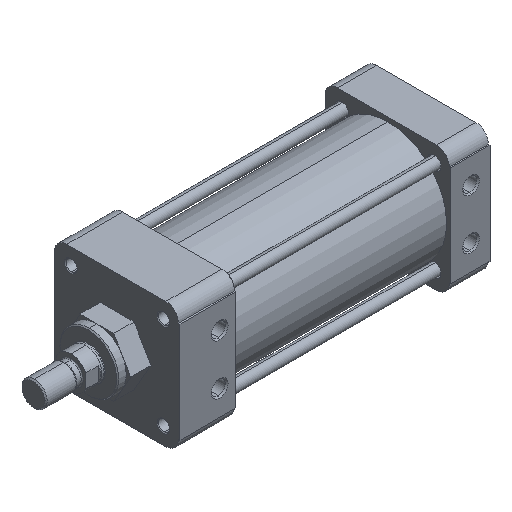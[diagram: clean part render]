
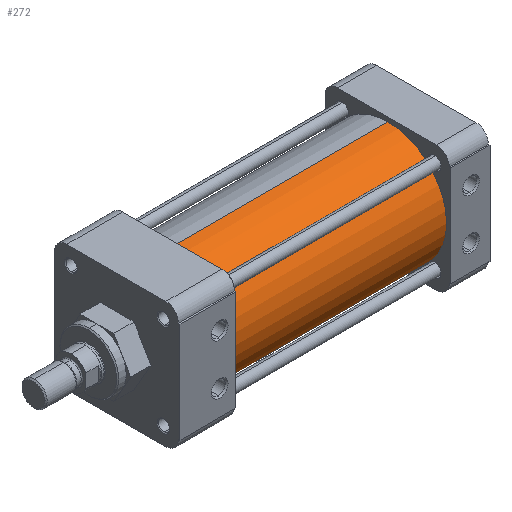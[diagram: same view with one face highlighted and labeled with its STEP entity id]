
A CAD part, isometric view. The second image highlights one B-rep face of the part: STEP entity #272.
In plain terms, the highlighted cylindrical face has radius 44.45 mm (diameter 88.9 mm), a partial arc.
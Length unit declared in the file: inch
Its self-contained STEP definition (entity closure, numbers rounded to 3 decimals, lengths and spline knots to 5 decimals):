
#272 = ADVANCED_FACE ( 'NONE', ( #8890 ), #11380, .T. ) ;
#278 = CIRCLE ( 'NONE', #13844, 1.75 ) ;
#365 = LINE ( 'NONE', #12130, #12128 ) ;
#740 = DIRECTION ( 'NONE',  ( -1., 0., 0. ) ) ;
#758 = VERTEX_POINT ( 'NONE', #3707 ) ;
#1791 = AXIS2_PLACEMENT_3D ( 'NONE', #13384, #6322, #6934 ) ;
#2308 = VERTEX_POINT ( 'NONE', #5385 ) ;
#2507 = EDGE_CURVE ( 'NONE', #8644, #2308, #6068, .T. ) ;
#3707 = CARTESIAN_POINT ( 'NONE',  ( 8.076, 0., -1.75 ) ) ;
#3968 = ORIENTED_EDGE ( 'NONE', *, *, #14442, .T. ) ;
#4082 = EDGE_CURVE ( 'NONE', #758, #8428, #278, .T. ) ;
#4388 = DIRECTION ( 'NONE',  ( 1., 0., 0. ) ) ;
#4814 = LINE ( 'NONE', #7767, #7478 ) ;
#5385 = CARTESIAN_POINT ( 'NONE',  ( 1.67, 0., -1.75 ) ) ;
#5798 = CARTESIAN_POINT ( 'NONE',  ( 1.67, 0., 0. ) ) ;
#6068 = CIRCLE ( 'NONE', #7269, 1.75 ) ;
#6322 = DIRECTION ( 'NONE',  ( 1., 0., 0. ) ) ;
#6588 = CARTESIAN_POINT ( 'NONE',  ( 8.076, 0., 1.75 ) ) ;
#6934 = DIRECTION ( 'NONE',  ( 0., 0., -1. ) ) ;
#6935 = DIRECTION ( 'NONE',  ( 0., 0., -1. ) ) ;
#7269 = AXIS2_PLACEMENT_3D ( 'NONE', #5798, #13737, #6935 ) ;
#7478 = VECTOR ( 'NONE', #4388, 39.37008 ) ;
#7609 = CARTESIAN_POINT ( 'NONE',  ( 8.076, 0., 0. ) ) ;
#7767 = CARTESIAN_POINT ( 'NONE',  ( 8.076, 0., -1.75 ) ) ;
#8428 = VERTEX_POINT ( 'NONE', #6588 ) ;
#8644 = VERTEX_POINT ( 'NONE', #9126 ) ;
#8722 = DIRECTION ( 'NONE',  ( 0., 0., -1. ) ) ;
#8890 = FACE_OUTER_BOUND ( 'NONE', #10015, .T. ) ;
#9126 = CARTESIAN_POINT ( 'NONE',  ( 1.67, 0., 1.75 ) ) ;
#9592 = EDGE_CURVE ( 'NONE', #8644, #8428, #365, .T. ) ;
#10015 = EDGE_LOOP ( 'NONE', ( #11405, #14294, #3968, #14354 ) ) ;
#11016 = DIRECTION ( 'NONE',  ( 1., 0., 0. ) ) ;
#11380 = CYLINDRICAL_SURFACE ( 'NONE', #1791, 1.75 ) ;
#11405 = ORIENTED_EDGE ( 'NONE', *, *, #9592, .F. ) ;
#12128 = VECTOR ( 'NONE', #11016, 39.37008 ) ;
#12130 = CARTESIAN_POINT ( 'NONE',  ( 8.076, 0., 1.75 ) ) ;
#13384 = CARTESIAN_POINT ( 'NONE',  ( 8.076, 0., 0. ) ) ;
#13737 = DIRECTION ( 'NONE',  ( 1., 0., 0. ) ) ;
#13844 = AXIS2_PLACEMENT_3D ( 'NONE', #7609, #740, #8722 ) ;
#14294 = ORIENTED_EDGE ( 'NONE', *, *, #2507, .T. ) ;
#14354 = ORIENTED_EDGE ( 'NONE', *, *, #4082, .T. ) ;
#14442 = EDGE_CURVE ( 'NONE', #2308, #758, #4814, .T. ) ;
